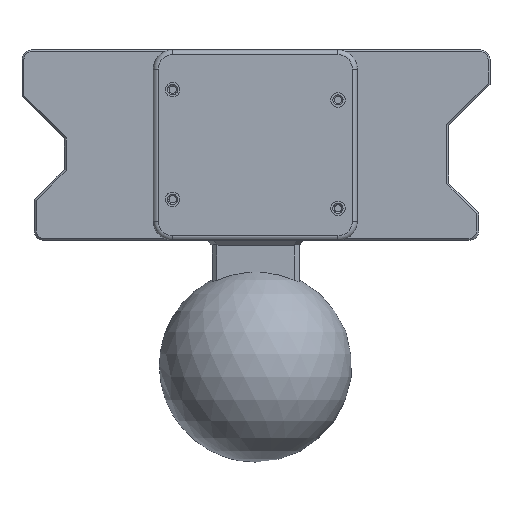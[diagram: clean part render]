
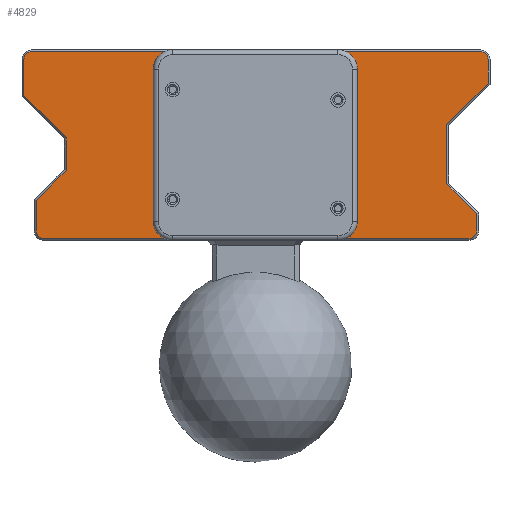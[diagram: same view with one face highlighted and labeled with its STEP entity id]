
A CAD part, front view. The second image highlights one B-rep face of the part: STEP entity #4829.
In plain terms, the highlighted planar face has unit normal (0, -1, 0).
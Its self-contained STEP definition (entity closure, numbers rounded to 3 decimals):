
#176=FACE_BOUND('',#755,.T.);
#177=FACE_BOUND('',#756,.T.);
#178=FACE_BOUND('',#757,.T.);
#179=FACE_BOUND('',#758,.T.);
#180=FACE_BOUND('',#759,.T.);
#235=CIRCLE('',#5165,3.4);
#237=CIRCLE('',#5169,3.4);
#257=CIRCLE('',#5220,1.6);
#258=CIRCLE('',#5221,1.6);
#259=CIRCLE('',#5222,1.6);
#260=CIRCLE('',#5223,1.6);
#261=CIRCLE('',#5224,1.05);
#262=CIRCLE('',#5225,3.4);
#263=CIRCLE('',#5226,3.4);
#264=CIRCLE('',#5227,1.05);
#265=CIRCLE('',#5228,1.05);
#266=CIRCLE('',#5229,1.05);
#459=FACE_OUTER_BOUND('',#754,.T.);
#754=EDGE_LOOP('',(#3544,#3545,#3546,#3547,#3548,#3549,#3550,#3551,#3552,
#3553,#3554,#3555,#3556,#3557,#3558,#3559));
#755=EDGE_LOOP('',(#3560));
#756=EDGE_LOOP('',(#3561,#3562,#3563,#3564,#3565,#3566,#3567,#3568));
#757=EDGE_LOOP('',(#3569));
#758=EDGE_LOOP('',(#3570));
#759=EDGE_LOOP('',(#3571));
#1113=LINE('',#7351,#1618);
#1191=LINE('',#7559,#1696);
#1194=LINE('',#7566,#1699);
#1195=LINE('',#7568,#1700);
#1196=LINE('',#7570,#1701);
#1197=LINE('',#7572,#1702);
#1198=LINE('',#7574,#1703);
#1199=LINE('',#7578,#1704);
#1200=LINE('',#7582,#1705);
#1201=LINE('',#7584,#1706);
#1202=LINE('',#7586,#1707);
#1203=LINE('',#7588,#1708);
#1204=LINE('',#7590,#1709);
#1205=LINE('',#7595,#1710);
#1206=LINE('',#7599,#1711);
#1207=LINE('',#7602,#1712);
#1618=VECTOR('',#5805,10.);
#1696=VECTOR('',#5987,10.);
#1699=VECTOR('',#5994,10.);
#1700=VECTOR('',#5995,10.);
#1701=VECTOR('',#5996,10.);
#1702=VECTOR('',#5997,10.);
#1703=VECTOR('',#5998,10.);
#1704=VECTOR('',#6001,10.);
#1705=VECTOR('',#6004,10.);
#1706=VECTOR('',#6005,10.);
#1707=VECTOR('',#6006,10.);
#1708=VECTOR('',#6007,10.);
#1709=VECTOR('',#6008,10.);
#1710=VECTOR('',#6013,10.);
#1711=VECTOR('',#6016,10.);
#1712=VECTOR('',#6019,10.);
#2109=VERTEX_POINT('',#7342);
#2110=VERTEX_POINT('',#7344);
#2111=VERTEX_POINT('',#7348);
#2114=VERTEX_POINT('',#7356);
#2183=VERTEX_POINT('',#7557);
#2184=VERTEX_POINT('',#7558);
#2185=VERTEX_POINT('',#7563);
#2186=VERTEX_POINT('',#7565);
#2187=VERTEX_POINT('',#7567);
#2188=VERTEX_POINT('',#7569);
#2189=VERTEX_POINT('',#7571);
#2190=VERTEX_POINT('',#7573);
#2191=VERTEX_POINT('',#7575);
#2192=VERTEX_POINT('',#7577);
#2193=VERTEX_POINT('',#7579);
#2194=VERTEX_POINT('',#7581);
#2195=VERTEX_POINT('',#7583);
#2196=VERTEX_POINT('',#7585);
#2197=VERTEX_POINT('',#7587);
#2198=VERTEX_POINT('',#7589);
#2199=VERTEX_POINT('',#7592);
#2200=VERTEX_POINT('',#7594);
#2201=VERTEX_POINT('',#7596);
#2202=VERTEX_POINT('',#7598);
#2203=VERTEX_POINT('',#7600);
#2204=VERTEX_POINT('',#7603);
#2205=VERTEX_POINT('',#7605);
#2206=VERTEX_POINT('',#7607);
#2584=EDGE_CURVE('',#2110,#2109,#235,.T.);
#2586=EDGE_CURVE('',#2111,#2110,#1113,.T.);
#2590=EDGE_CURVE('',#2114,#2111,#237,.T.);
#2689=EDGE_CURVE('',#2183,#2184,#1191,.T.);
#2692=EDGE_CURVE('',#2185,#2183,#257,.T.);
#2693=EDGE_CURVE('',#2186,#2185,#1194,.T.);
#2694=EDGE_CURVE('',#2187,#2186,#1195,.T.);
#2695=EDGE_CURVE('',#2188,#2187,#1196,.T.);
#2696=EDGE_CURVE('',#2189,#2188,#1197,.T.);
#2697=EDGE_CURVE('',#2190,#2189,#1198,.T.);
#2698=EDGE_CURVE('',#2191,#2190,#258,.T.);
#2699=EDGE_CURVE('',#2192,#2191,#1199,.T.);
#2700=EDGE_CURVE('',#2193,#2192,#259,.T.);
#2701=EDGE_CURVE('',#2194,#2193,#1200,.T.);
#2702=EDGE_CURVE('',#2195,#2194,#1201,.T.);
#2703=EDGE_CURVE('',#2196,#2195,#1202,.T.);
#2704=EDGE_CURVE('',#2197,#2196,#1203,.T.);
#2705=EDGE_CURVE('',#2198,#2197,#1204,.T.);
#2706=EDGE_CURVE('',#2184,#2198,#260,.T.);
#2707=EDGE_CURVE('',#2199,#2199,#261,.T.);
#2708=EDGE_CURVE('',#2200,#2114,#1205,.T.);
#2709=EDGE_CURVE('',#2201,#2200,#262,.T.);
#2710=EDGE_CURVE('',#2202,#2201,#1206,.T.);
#2711=EDGE_CURVE('',#2203,#2202,#263,.T.);
#2712=EDGE_CURVE('',#2109,#2203,#1207,.T.);
#2713=EDGE_CURVE('',#2204,#2204,#264,.T.);
#2714=EDGE_CURVE('',#2205,#2205,#265,.T.);
#2715=EDGE_CURVE('',#2206,#2206,#266,.T.);
#3544=ORIENTED_EDGE('',*,*,#2689,.F.);
#3545=ORIENTED_EDGE('',*,*,#2692,.F.);
#3546=ORIENTED_EDGE('',*,*,#2693,.F.);
#3547=ORIENTED_EDGE('',*,*,#2694,.F.);
#3548=ORIENTED_EDGE('',*,*,#2695,.F.);
#3549=ORIENTED_EDGE('',*,*,#2696,.F.);
#3550=ORIENTED_EDGE('',*,*,#2697,.F.);
#3551=ORIENTED_EDGE('',*,*,#2698,.F.);
#3552=ORIENTED_EDGE('',*,*,#2699,.F.);
#3553=ORIENTED_EDGE('',*,*,#2700,.F.);
#3554=ORIENTED_EDGE('',*,*,#2701,.F.);
#3555=ORIENTED_EDGE('',*,*,#2702,.F.);
#3556=ORIENTED_EDGE('',*,*,#2703,.F.);
#3557=ORIENTED_EDGE('',*,*,#2704,.F.);
#3558=ORIENTED_EDGE('',*,*,#2705,.F.);
#3559=ORIENTED_EDGE('',*,*,#2706,.F.);
#3560=ORIENTED_EDGE('',*,*,#2707,.F.);
#3561=ORIENTED_EDGE('',*,*,#2708,.F.);
#3562=ORIENTED_EDGE('',*,*,#2709,.F.);
#3563=ORIENTED_EDGE('',*,*,#2710,.F.);
#3564=ORIENTED_EDGE('',*,*,#2711,.F.);
#3565=ORIENTED_EDGE('',*,*,#2712,.F.);
#3566=ORIENTED_EDGE('',*,*,#2584,.F.);
#3567=ORIENTED_EDGE('',*,*,#2586,.F.);
#3568=ORIENTED_EDGE('',*,*,#2590,.F.);
#3569=ORIENTED_EDGE('',*,*,#2713,.F.);
#3570=ORIENTED_EDGE('',*,*,#2714,.F.);
#3571=ORIENTED_EDGE('',*,*,#2715,.F.);
#4642=PLANE('',#5219);
#4829=ADVANCED_FACE('',(#459,#176,#177,#178,#179,#180),#4642,.T.);
#5165=AXIS2_PLACEMENT_3D('',#7346,#5800,#5801);
#5169=AXIS2_PLACEMENT_3D('',#7358,#5812,#5813);
#5219=AXIS2_PLACEMENT_3D('',#7562,#5990,#5991);
#5220=AXIS2_PLACEMENT_3D('',#7564,#5992,#5993);
#5221=AXIS2_PLACEMENT_3D('',#7576,#5999,#6000);
#5222=AXIS2_PLACEMENT_3D('',#7580,#6002,#6003);
#5223=AXIS2_PLACEMENT_3D('',#7591,#6009,#6010);
#5224=AXIS2_PLACEMENT_3D('',#7593,#6011,#6012);
#5225=AXIS2_PLACEMENT_3D('',#7597,#6014,#6015);
#5226=AXIS2_PLACEMENT_3D('',#7601,#6017,#6018);
#5227=AXIS2_PLACEMENT_3D('',#7604,#6020,#6021);
#5228=AXIS2_PLACEMENT_3D('',#7606,#6022,#6023);
#5229=AXIS2_PLACEMENT_3D('',#7608,#6024,#6025);
#5800=DIRECTION('center_axis',(0.,-1.,0.));
#5801=DIRECTION('ref_axis',(0.707,0.,-0.707));
#5805=DIRECTION('',(1.,0.,0.));
#5812=DIRECTION('center_axis',(0.,-1.,0.));
#5813=DIRECTION('ref_axis',(-0.707,0.,-0.707));
#5987=DIRECTION('',(-1.,0.,0.));
#5990=DIRECTION('center_axis',(0.,-1.,0.));
#5991=DIRECTION('ref_axis',(1.,0.,0.));
#5992=DIRECTION('center_axis',(0.,1.,0.));
#5993=DIRECTION('ref_axis',(0.707,0.,-0.707));
#5994=DIRECTION('',(0.,0.,-1.));
#5995=DIRECTION('',(0.707,0.,-0.707));
#5996=DIRECTION('',(0.,0.,-1.));
#5997=DIRECTION('',(-0.707,0.,-0.707));
#5998=DIRECTION('',(0.,0.,-1.));
#5999=DIRECTION('center_axis',(0.,1.,0.));
#6000=DIRECTION('ref_axis',(0.707,0.,0.707));
#6001=DIRECTION('',(1.,0.,0.));
#6002=DIRECTION('center_axis',(0.,1.,0.));
#6003=DIRECTION('ref_axis',(-0.707,0.,0.707));
#6004=DIRECTION('',(0.,0.,1.));
#6005=DIRECTION('',(-0.707,0.,0.707));
#6006=DIRECTION('',(0.,0.,1.));
#6007=DIRECTION('',(0.707,0.,0.707));
#6008=DIRECTION('',(0.,0.,1.));
#6009=DIRECTION('center_axis',(0.,1.,0.));
#6010=DIRECTION('ref_axis',(-0.707,0.,-0.707));
#6011=DIRECTION('center_axis',(0.,-1.,0.));
#6012=DIRECTION('ref_axis',(-1.,0.,0.));
#6013=DIRECTION('',(0.,0.,-1.));
#6014=DIRECTION('center_axis',(0.,-1.,0.));
#6015=DIRECTION('ref_axis',(-0.707,0.,0.707));
#6016=DIRECTION('',(-1.,0.,0.));
#6017=DIRECTION('center_axis',(0.,-1.,0.));
#6018=DIRECTION('ref_axis',(0.707,0.,0.707));
#6019=DIRECTION('',(0.,0.,1.));
#6020=DIRECTION('center_axis',(0.,-1.,0.));
#6021=DIRECTION('ref_axis',(1.,0.,0.));
#6022=DIRECTION('center_axis',(0.,-1.,0.));
#6023=DIRECTION('ref_axis',(1.,0.,0.));
#6024=DIRECTION('center_axis',(0.,-1.,0.));
#6025=DIRECTION('ref_axis',(-1.,0.,0.));
#7342=CARTESIAN_POINT('',(6.462,-3.,-13.669));
#7344=CARTESIAN_POINT('',(3.062,-3.,-17.069));
#7346=CARTESIAN_POINT('Origin',(3.062,-3.,-13.669));
#7348=CARTESIAN_POINT('',(-10.759,-3.,-17.069));
#7351=CARTESIAN_POINT('',(17.889,-3.,-17.069));
#7356=CARTESIAN_POINT('',(-14.159,-3.,-13.669));
#7358=CARTESIAN_POINT('Origin',(-10.759,-3.,-13.669));
#7557=CARTESIAN_POINT('',(44.264,-3.,-18.269));
#7558=CARTESIAN_POINT('',(-43.982,-3.,-18.269));
#7559=CARTESIAN_POINT('',(21.958,-3.,-18.269));
#7562=CARTESIAN_POINT('Origin',(0.052,-3.,7.166));
#7563=CARTESIAN_POINT('',(45.864,-3.,-16.669));
#7564=CARTESIAN_POINT('Origin',(44.264,-3.,-16.669));
#7565=CARTESIAN_POINT('',(45.864,-3.,-13.11));
#7566=CARTESIAN_POINT('',(45.864,-3.,-2.386));
#7567=CARTESIAN_POINT('',(39.662,-3.,-6.908));
#7568=CARTESIAN_POINT('',(25.241,-3.,7.513));
#7569=CARTESIAN_POINT('',(39.662,-3.,5.366));
#7570=CARTESIAN_POINT('',(39.662,-3.,5.183));
#7571=CARTESIAN_POINT('',(48.225,-3.,13.929));
#7572=CARTESIAN_POINT('',(33.591,-3.,-0.705));
#7573=CARTESIAN_POINT('',(48.225,-3.,18.905));
#7574=CARTESIAN_POINT('',(48.225,-3.,13.435));
#7575=CARTESIAN_POINT('',(46.625,-3.,20.505));
#7576=CARTESIAN_POINT('Origin',(46.625,-3.,18.905));
#7577=CARTESIAN_POINT('',(-46.522,-3.,20.505));
#7578=CARTESIAN_POINT('',(-23.135,-3.,20.505));
#7579=CARTESIAN_POINT('',(-48.122,-3.,18.905));
#7580=CARTESIAN_POINT('Origin',(-46.522,-3.,18.905));
#7581=CARTESIAN_POINT('',(-48.122,-3.,11.381));
#7582=CARTESIAN_POINT('',(-48.122,-3.,10.06));
#7583=CARTESIAN_POINT('',(-39.359,-3.,2.618));
#7584=CARTESIAN_POINT('',(-30.38,-3.,-6.362));
#7585=CARTESIAN_POINT('',(-39.359,-3.,-4.14));
#7586=CARTESIAN_POINT('',(-39.359,-3.,-0.274));
#7587=CARTESIAN_POINT('',(-45.582,-3.,-10.363));
#7588=CARTESIAN_POINT('',(-29.528,-3.,5.691));
#7589=CARTESIAN_POINT('',(-45.582,-3.,-16.669));
#7590=CARTESIAN_POINT('',(-45.582,-3.,-5.651));
#7591=CARTESIAN_POINT('Origin',(-43.982,-3.,-16.669));
#7592=CARTESIAN_POINT('',(-16.209,-3.,-10.111));
#7593=CARTESIAN_POINT('Origin',(-17.259,-3.,-10.111));
#7594=CARTESIAN_POINT('',(-14.159,-3.,14.9));
#7595=CARTESIAN_POINT('',(-14.159,-3.,-4.751));
#7596=CARTESIAN_POINT('',(-10.759,-3.,18.3));
#7597=CARTESIAN_POINT('Origin',(-10.759,-3.,14.9));
#7598=CARTESIAN_POINT('',(3.063,-3.,18.298));
#7599=CARTESIAN_POINT('',(17.764,-3.,18.296));
#7600=CARTESIAN_POINT('',(6.462,-3.,14.898));
#7601=CARTESIAN_POINT('Origin',(3.062,-3.,14.898));
#7602=CARTESIAN_POINT('',(6.462,-3.,12.532));
#7603=CARTESIAN_POINT('',(16.012,-3.,10.518));
#7604=CARTESIAN_POINT('Origin',(17.062,-3.,10.518));
#7605=CARTESIAN_POINT('',(16.012,-3.,-11.986));
#7606=CARTESIAN_POINT('Origin',(17.062,-3.,-11.986));
#7607=CARTESIAN_POINT('',(-16.205,-3.,12.634));
#7608=CARTESIAN_POINT('Origin',(-17.255,-3.,12.634));
